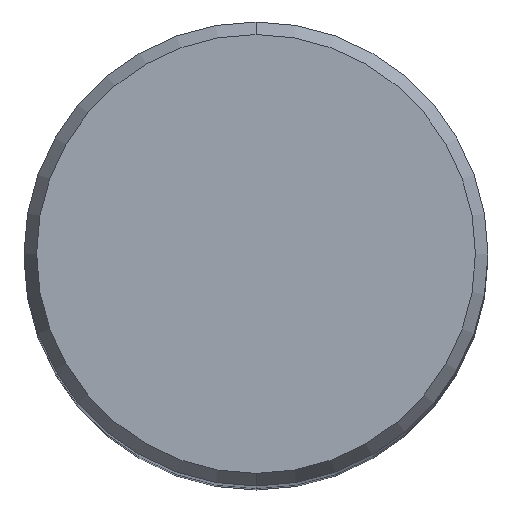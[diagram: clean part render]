
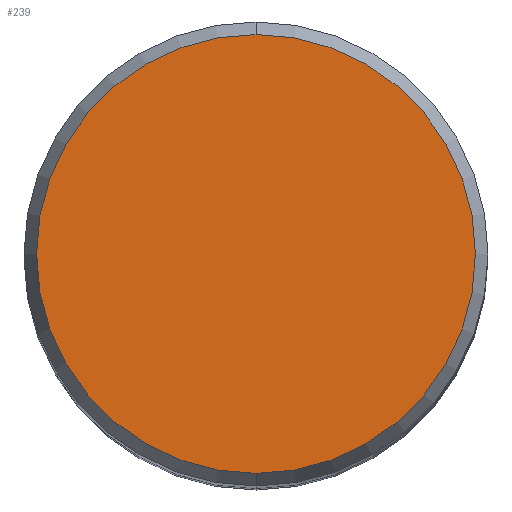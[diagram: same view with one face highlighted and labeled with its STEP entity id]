
A CAD part, top view. The second image highlights one B-rep face of the part: STEP entity #239.
In plain terms, the highlighted planar face has unit normal (0, 0, 1).
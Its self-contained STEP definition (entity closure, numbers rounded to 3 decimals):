
#151=EDGE_CURVE('',#249,#263,#402,.T.);
#239=ADVANCED_FACE('',(#498),#499,.T.);
#249=VERTEX_POINT('',#510);
#261=EDGE_CURVE('',#263,#249,#523,.T.);
#263=VERTEX_POINT('',#525);
#402=CIRCLE('',#670,12.012);
#498=FACE_OUTER_BOUND('',#1000,.T.);
#499=PLANE('',#1001);
#510=CARTESIAN_POINT('',(0.0,12.012,0.0));
#523=CIRCLE('',#1042,12.012);
#525=CARTESIAN_POINT('',(0.,-12.012,0.0));
#670=AXIS2_PLACEMENT_3D('',#1380,#1381,#1382);
#1000=EDGE_LOOP('',(#1473,#1474));
#1001=AXIS2_PLACEMENT_3D('',#1475,#1476,#1477);
#1042=AXIS2_PLACEMENT_3D('',#1504,#1505,#1506);
#1380=CARTESIAN_POINT('',(0.0,0.0,0.0));
#1381=DIRECTION('',(0.0,0.0,-1.0));
#1382=DIRECTION('',(0.0,1.0,0.0));
#1473=ORIENTED_EDGE('',*,*,#151,.F.);
#1474=ORIENTED_EDGE('',*,*,#261,.F.);
#1475=CARTESIAN_POINT('',(0.0,6.006,0.0));
#1476=DIRECTION('',(-0.0,0.0,1.0));
#1477=DIRECTION('',(0.0,-1.0,0.0));
#1504=CARTESIAN_POINT('',(0.0,0.0,0.0));
#1505=DIRECTION('',(0.0,0.0,-1.0));
#1506=DIRECTION('',(0.0,1.0,0.0));
